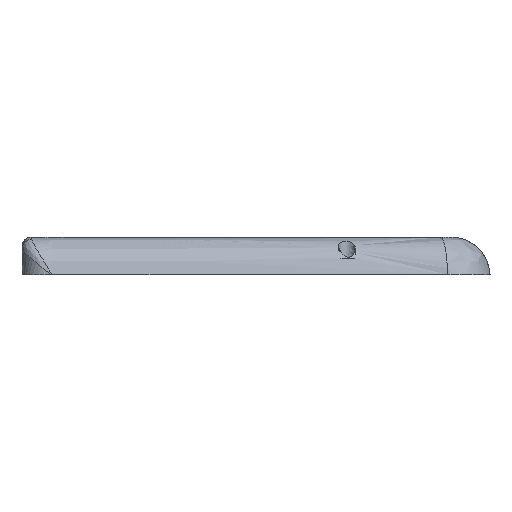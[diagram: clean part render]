
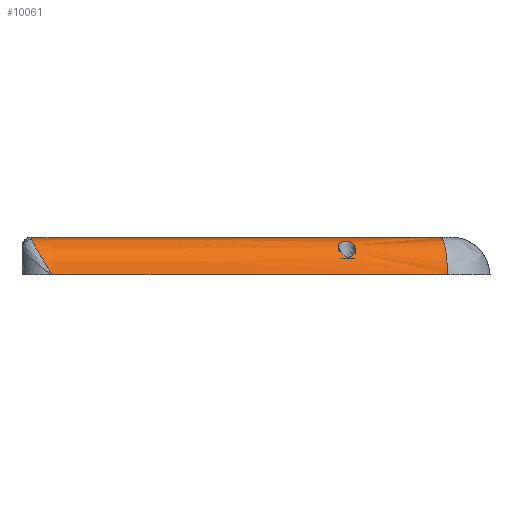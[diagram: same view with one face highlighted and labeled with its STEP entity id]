
A CAD part, left-side view. The second image highlights one B-rep face of the part: STEP entity #10061.
In plain terms, the highlighted free-form (B-spline) face has degree [2, 1] with [3, 2] control points.
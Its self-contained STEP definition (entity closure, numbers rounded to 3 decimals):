
#7428 = VERTEX_POINT('',#7429);
#7429 = CARTESIAN_POINT('',(-314.485,91.372,
    21.232));
#7447 = EDGE_CURVE('',#7428,#7448,#7450,.T.);
#7448 = VERTEX_POINT('',#7449);
#7449 = CARTESIAN_POINT('',(-325.029,90.406,
    11.064));
#7450 = B_SPLINE_CURVE_WITH_KNOTS('',3,(#7451,#7452,#7453,#7454,#7455,
    #7456,#7457,#7458,#7459,#7460,#7461,#7462,#7463,#7464,#7465,#7466,
    #7467,#7468,#7469,#7470),.UNSPECIFIED.,.F.,.F.,(4,2,2,2,2,2,2,2,2,4)
  ,(1.557,1.642,1.8,1.984,
    2.167,2.381,2.595,2.784,
    2.878,2.972),.UNSPECIFIED.);
#7451 = CARTESIAN_POINT('',(-314.485,91.372,
    21.232));
#7452 = CARTESIAN_POINT('',(-314.485,90.988,
    21.197));
#7453 = CARTESIAN_POINT('',(-314.528,90.6,
    21.14));
#7454 = CARTESIAN_POINT('',(-314.764,89.53,
    20.916));
#7455 = CARTESIAN_POINT('',(-315.062,88.881,
    20.692));
#7456 = CARTESIAN_POINT('',(-315.84,87.751,
    20.115));
#7457 = CARTESIAN_POINT('',(-316.395,87.23,19.707
    ));
#7458 = CARTESIAN_POINT('',(-317.598,86.482,
    18.758));
#7459 = CARTESIAN_POINT('',(-318.246,86.253,
    18.216));
#7460 = CARTESIAN_POINT('',(-319.523,86.017,
    17.069));
#7461 = CARTESIAN_POINT('',(-320.253,86.029,
    16.362));
#7462 = CARTESIAN_POINT('',(-321.625,86.329,
    14.919));
#7463 = CARTESIAN_POINT('',(-322.268,86.616,
    14.182));
#7464 = CARTESIAN_POINT('',(-323.298,87.324,
    12.95));
#7465 = CARTESIAN_POINT('',(-323.78,87.779,
    12.343));
#7466 = CARTESIAN_POINT('',(-324.371,88.633,
    11.637));
#7467 = CARTESIAN_POINT('',(-324.547,88.946,
    11.436));
#7468 = CARTESIAN_POINT('',(-324.838,89.631,
    11.15));
#7469 = CARTESIAN_POINT('',(-324.955,90.002,
    11.064));
#7470 = CARTESIAN_POINT('',(-325.029,90.406,
    11.064));
#7472 = EDGE_CURVE('',#7448,#7428,#7473,.T.);
#7473 = B_SPLINE_CURVE_WITH_KNOTS('',3,(#7474,#7475,#7476,#7477,#7478,
    #7479,#7480,#7481,#7482,#7483,#7484,#7485,#7486,#7487,#7488,#7489,
    #7490,#7491,#7492,#7493,#7494,#7495),.UNSPECIFIED.,.F.,.F.,(4,2,2,2,
    2,2,2,2,2,2,4),(0.,0.081,0.163,0.325,
    0.563,0.801,0.992,1.184,
    1.334,1.484,1.557),.UNSPECIFIED.);
#7474 = CARTESIAN_POINT('',(-325.029,90.406,
    11.064));
#7475 = CARTESIAN_POINT('',(-325.094,90.755,
    11.064));
#7476 = CARTESIAN_POINT('',(-325.121,91.098,
    11.129));
#7477 = CARTESIAN_POINT('',(-325.114,91.762,
    11.355));
#7478 = CARTESIAN_POINT('',(-325.079,92.083,
    11.517));
#7479 = CARTESIAN_POINT('',(-324.901,92.998,
    12.093));
#7480 = CARTESIAN_POINT('',(-324.68,93.546,
    12.598));
#7481 = CARTESIAN_POINT('',(-324.052,94.653,
    13.794));
#7482 = CARTESIAN_POINT('',(-323.532,95.237,
    14.609));
#7483 = CARTESIAN_POINT('',(-322.274,96.142,
    16.212));
#7484 = CARTESIAN_POINT('',(-321.532,96.458,
    17.));
#7485 = CARTESIAN_POINT('',(-320.152,96.713,
    18.238));
#7486 = CARTESIAN_POINT('',(-319.435,96.727,
    18.801));
#7487 = CARTESIAN_POINT('',(-317.988,96.423,
    19.777));
#7488 = CARTESIAN_POINT('',(-317.259,96.104,
    20.192));
#7489 = CARTESIAN_POINT('',(-316.148,95.281,20.745)
  );
#7490 = CARTESIAN_POINT('',(-315.674,94.79,
    20.948));
#7491 = CARTESIAN_POINT('',(-314.946,93.641,
    21.214));
#7492 = CARTESIAN_POINT('',(-314.693,92.982,
    21.277));
#7493 = CARTESIAN_POINT('',(-314.516,92.025,
    21.277));
#7494 = CARTESIAN_POINT('',(-314.485,91.7,
    21.263));
#7495 = CARTESIAN_POINT('',(-314.485,91.372,
    21.232));
#9131 = VERTEX_POINT('',#9132);
#9132 = CARTESIAN_POINT('',(-363.191,279.966,
    0.));
#9229 = VERTEX_POINT('',#9230);
#9230 = CARTESIAN_POINT('',(-316.498,27.194,0.));
#9236 = EDGE_CURVE('',#9229,#9131,#9237,.T.);
#9237 = B_SPLINE_CURVE_WITH_KNOTS('',1,(#9238,#9239),.UNSPECIFIED.,.F.,
  .F.,(2,2),(0.,196.503),
  .PIECEWISE_BEZIER_KNOTS.);
#9238 = CARTESIAN_POINT('',(-316.498,27.194,0.));
#9239 = CARTESIAN_POINT('',(-363.191,279.966,0.));
#9673 = VERTEX_POINT('',#9674);
#9674 = CARTESIAN_POINT('',(-292.577,31.613,
    23.916));
#9685 = EDGE_CURVE('',#9673,#9686,#9688,.T.);
#9686 = VERTEX_POINT('',#9687);
#9687 = CARTESIAN_POINT('',(-292.917,32.956,
    23.914));
#9688 = B_SPLINE_CURVE_WITH_KNOTS('',3,(#9689,#9690,#9691,#9692),
  .UNSPECIFIED.,.F.,.F.,(4,4),(0.254,0.36),
  .PIECEWISE_BEZIER_KNOTS.);
#9689 = CARTESIAN_POINT('',(-292.577,31.613,
    23.916));
#9690 = CARTESIAN_POINT('',(-292.72,32.053,
    23.915));
#9691 = CARTESIAN_POINT('',(-292.833,32.501,
    23.914));
#9692 = CARTESIAN_POINT('',(-292.917,32.956,
    23.914));
#9786 = EDGE_CURVE('',#9686,#9787,#9789,.T.);
#9787 = VERTEX_POINT('',#9788);
#9788 = CARTESIAN_POINT('',(-338.765,281.155,
    23.914));
#9789 = B_SPLINE_CURVE_WITH_KNOTS('',1,(#9790,#9791),.UNSPECIFIED.,.F.,
  .F.,(2,2),(-192.948,0.),.PIECEWISE_BEZIER_KNOTS.);
#9790 = CARTESIAN_POINT('',(-292.917,32.956,
    23.914));
#9791 = CARTESIAN_POINT('',(-338.765,281.155,
    23.914));
#9817 = EDGE_CURVE('',#9787,#9818,#9820,.T.);
#9818 = VERTEX_POINT('',#9819);
#9819 = CARTESIAN_POINT('',(-338.784,284.914,
    23.923));
#9820 = B_SPLINE_CURVE_WITH_KNOTS('',3,(#9821,#9822,#9823,#9824,#9825,
    #9826),.UNSPECIFIED.,.F.,.F.,(4,2,4),(0.146,0.317,
    0.436),.UNSPECIFIED.);
#9821 = CARTESIAN_POINT('',(-338.765,281.155,
    23.914));
#9822 = CARTESIAN_POINT('',(-338.9,281.884,
    23.914));
#9823 = CARTESIAN_POINT('',(-338.958,282.627,
    23.916));
#9824 = CARTESIAN_POINT('',(-338.924,283.89,
    23.921));
#9825 = CARTESIAN_POINT('',(-338.873,284.406,
    23.923));
#9826 = CARTESIAN_POINT('',(-338.784,284.914,
    23.923));
#10044 = EDGE_CURVE('',#9229,#9673,#10045,.T.);
#10045 = ( BOUNDED_CURVE() B_SPLINE_CURVE(2,(#10046,#10047,#10048),
.UNSPECIFIED.,.F.,.F.) B_SPLINE_CURVE_WITH_KNOTS((3,3),(1.611,
3.119),.PIECEWISE_BEZIER_KNOTS.) CURVE() 
GEOMETRIC_REPRESENTATION_ITEM() RATIONAL_B_SPLINE_CURVE((1.,
0.729,1.)) REPRESENTATION_ITEM('') );
#10046 = CARTESIAN_POINT('',(-316.498,27.194,
    0.));
#10047 = CARTESIAN_POINT('',(-315.578,27.364,
    23.377));
#10048 = CARTESIAN_POINT('',(-292.577,31.613,
    23.916));
#10061 = ADVANCED_FACE('',(#10062,#10095),#10099,.T.);
#10062 = FACE_BOUND('',#10063,.T.);
#10063 = EDGE_LOOP('',(#10064,#10065,#10066,#10067,#10074,#10082,#10093,
    #10094));
#10064 = ORIENTED_EDGE('',*,*,#9685,.T.);
#10065 = ORIENTED_EDGE('',*,*,#9786,.T.);
#10066 = ORIENTED_EDGE('',*,*,#9817,.T.);
#10067 = ORIENTED_EDGE('',*,*,#10068,.T.);
#10068 = EDGE_CURVE('',#9818,#10069,#10071,.T.);
#10069 = VERTEX_POINT('',#10070);
#10070 = CARTESIAN_POINT('',(-340.287,293.054,
    23.923));
#10071 = B_SPLINE_CURVE_WITH_KNOTS('',1,(#10072,#10073),.UNSPECIFIED.,
  .F.,.F.,(2,2),(196.833,203.161),
  .PIECEWISE_BEZIER_KNOTS.);
#10072 = CARTESIAN_POINT('',(-338.784,284.914,
    23.923));
#10073 = CARTESIAN_POINT('',(-340.287,293.054,
    23.923));
#10074 = ORIENTED_EDGE('',*,*,#10075,.F.);
#10075 = EDGE_CURVE('',#10076,#10069,#10078,.T.);
#10076 = VERTEX_POINT('',#10077);
#10077 = CARTESIAN_POINT('',(-348.75,292.689,
    22.469));
#10078 = ( BOUNDED_CURVE() B_SPLINE_CURVE(2,(#10079,#10080,#10081),
.UNSPECIFIED.,.F.,.F.) B_SPLINE_CURVE_WITH_KNOTS((3,3),(1.227,
1.571),.PIECEWISE_BEZIER_KNOTS.) CURVE() 
GEOMETRIC_REPRESENTATION_ITEM() RATIONAL_B_SPLINE_CURVE((1.,
0.985,1.)) REPRESENTATION_ITEM('') );
#10079 = CARTESIAN_POINT('',(-348.75,292.689,
    22.469));
#10080 = CARTESIAN_POINT('',(-344.646,292.866,
    23.923));
#10081 = CARTESIAN_POINT('',(-340.287,293.054,
    23.923));
#10082 = ORIENTED_EDGE('',*,*,#10083,.F.);
#10083 = EDGE_CURVE('',#9131,#10076,#10084,.T.);
#10084 = B_SPLINE_CURVE_WITH_KNOTS('',3,(#10085,#10086,#10087,#10088,
    #10089,#10090,#10091,#10092),.UNSPECIFIED.,.F.,.F.,(4,1,1,1,1,4),(
    0.07,0.619,1.168,1.443,
    1.717,1.992),.UNSPECIFIED.);
#10085 = CARTESIAN_POINT('',(-363.191,279.966,
    0.));
#10086 = CARTESIAN_POINT('',(-363.352,281.397,
    2.524));
#10087 = CARTESIAN_POINT('',(-362.926,284.377,
    7.556));
#10088 = CARTESIAN_POINT('',(-360.292,288.09,
    13.564));
#10089 = CARTESIAN_POINT('',(-356.651,290.64,
    17.832));
#10090 = CARTESIAN_POINT('',(-353.094,292.129,
    20.583));
#10091 = CARTESIAN_POINT('',(-350.224,292.625,
    21.946));
#10092 = CARTESIAN_POINT('',(-348.75,292.689,
    22.469));
#10093 = ORIENTED_EDGE('',*,*,#9236,.F.);
#10094 = ORIENTED_EDGE('',*,*,#10044,.T.);
#10095 = FACE_BOUND('',#10096,.T.);
#10096 = EDGE_LOOP('',(#10097,#10098));
#10097 = ORIENTED_EDGE('',*,*,#7472,.T.);
#10098 = ORIENTED_EDGE('',*,*,#7447,.T.);
#10099 = ( BOUNDED_SURFACE() B_SPLINE_SURFACE(2,1,(
    (#10100,#10101)
    ,(#10102,#10103)
    ,(#10104,#10105
)),.UNSPECIFIED.,.F.,.F.,.F.) B_SPLINE_SURFACE_WITH_KNOTS((3,3),(2,2),(
    3.142,4.672),(-204.207,0.),
.PIECEWISE_BEZIER_KNOTS.) GEOMETRIC_REPRESENTATION_ITEM() 
RATIONAL_B_SPLINE_SURFACE((
    (1.,1.)
    ,(0.721,0.721)
,(1.,1.))) REPRESENTATION_ITEM('') SURFACE() );
#10100 = CARTESIAN_POINT('',(-340.536,294.4,
    23.923));
#10101 = CARTESIAN_POINT('',(-292.013,31.717,
    23.923));
#10102 = CARTESIAN_POINT('',(-364.08,290.05,
    23.923));
#10103 = CARTESIAN_POINT('',(-315.556,27.368,
    23.923));
#10104 = CARTESIAN_POINT('',(-365.021,289.877,
    0.));
#10105 = CARTESIAN_POINT('',(-316.498,27.194,
    0.));
